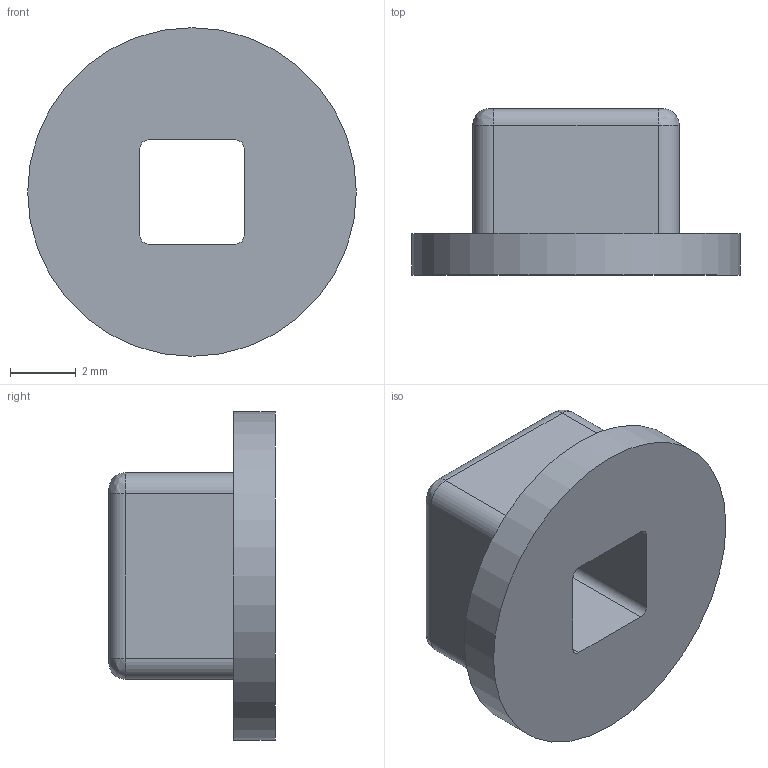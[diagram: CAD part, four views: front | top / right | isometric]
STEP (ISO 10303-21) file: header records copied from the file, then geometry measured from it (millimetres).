
FILE_DESCRIPTION(/* description */ (''),/* implementation_level */ '2;1');
FILE_NAME(/* name */ 'High Strength Square Gear Insert_MIR2.ipt.step',/* time_stamp */ '2020-04-16T22:56:53-04:00',/* author */ ('Jordan'),/* organization */ (''),/* preprocessor_version */ 'ST-DEVELOPER v17',/* originating_system */ 'Autodesk Inventor 2019',/* authorisation */ '');
FILE_SCHEMA (('AUTOMOTIVE_DESIGN { 1 0 10303 214 3 1 1 }','INTEGRATED_CNC_SCHEMA'));
Length unit declared in the file: inch
Products named in the file (1): High Strength Square Gear Insert_MIR2
Bounding box: 10.03 x 5.08 x 10.03 mm (x, y, z)
Volume: 198 mm3; surface area: 326.9 mm2
Topology: 1 solids, 1 shells, 28 faces, 69 edges, 44 vertices
Faces by surface type: cylinder 13, plane 11, bspline 4
Full cylindrical faces by diameter (mm): 10.033 x1
Entity records: 1017 total; most frequent: CARTESIAN_POINT 270, DIRECTION 143, ORIENTED_EDGE 138, EDGE_CURVE 69, AXIS2_PLACEMENT_3D 53, VERTEX_POINT 44, LINE 37, VECTOR 37
